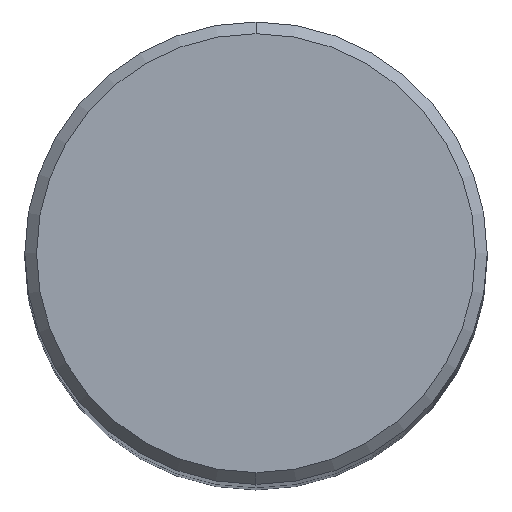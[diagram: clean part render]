
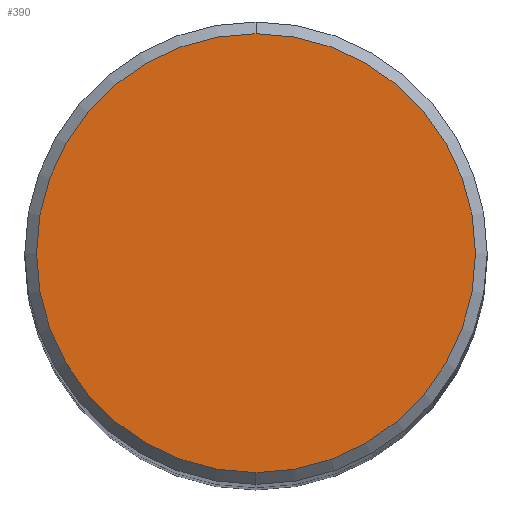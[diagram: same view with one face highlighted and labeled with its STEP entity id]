
A CAD part, top view. The second image highlights one B-rep face of the part: STEP entity #390.
In plain terms, the highlighted planar face has unit normal (0, 0, 1).
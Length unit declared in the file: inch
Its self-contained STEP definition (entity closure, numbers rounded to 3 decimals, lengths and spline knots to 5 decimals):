
#8 = DIRECTION ( 'NONE',  ( 0., -1., 0. ) ) ;
#42 = PLANE ( 'NONE',  #410 ) ;
#47 = DIRECTION ( 'NONE',  ( 0., 1., 0. ) ) ;
#59 = DIRECTION ( 'NONE',  ( 0., -1., 0. ) ) ;
#108 = CARTESIAN_POINT ( 'NONE',  ( 0., 0., 0. ) ) ;
#122 = AXIS2_PLACEMENT_3D ( 'NONE', #108, #403, #8 ) ;
#140 = VERTEX_POINT ( 'NONE', #351 ) ;
#152 = EDGE_CURVE ( 'NONE', #269, #140, #293, .T. ) ;
#188 = CIRCLE ( 'NONE', #122, 0.3737 ) ;
#190 = CARTESIAN_POINT ( 'NONE',  ( 0., 0., 0. ) ) ;
#210 = ORIENTED_EDGE ( 'NONE', *, *, #152, .T. ) ;
#226 = DIRECTION ( 'NONE',  ( 0., 0., 1. ) ) ;
#262 = DIRECTION ( 'NONE',  ( 0., 0., -1. ) ) ;
#269 = VERTEX_POINT ( 'NONE', #287 ) ;
#287 = CARTESIAN_POINT ( 'NONE',  ( 0., 0.3737, 0. ) ) ;
#293 = CIRCLE ( 'NONE', #352, 0.3737 ) ;
#337 = CARTESIAN_POINT ( 'NONE',  ( 0., 0.3737, 0. ) ) ;
#351 = CARTESIAN_POINT ( 'NONE',  ( 0., -0.3737, 0. ) ) ;
#352 = AXIS2_PLACEMENT_3D ( 'NONE', #190, #226, #59 ) ;
#367 = FACE_OUTER_BOUND ( 'NONE', #396, .T. ) ;
#372 = EDGE_CURVE ( 'NONE', #140, #269, #188, .T. ) ;
#390 = ADVANCED_FACE ( 'NONE', ( #367 ), #42, .F. ) ;
#396 = EDGE_LOOP ( 'NONE', ( #210, #406 ) ) ;
#403 = DIRECTION ( 'NONE',  ( 0., 0., 1. ) ) ;
#406 = ORIENTED_EDGE ( 'NONE', *, *, #372, .T. ) ;
#410 = AXIS2_PLACEMENT_3D ( 'NONE', #337, #262, #47 ) ;
